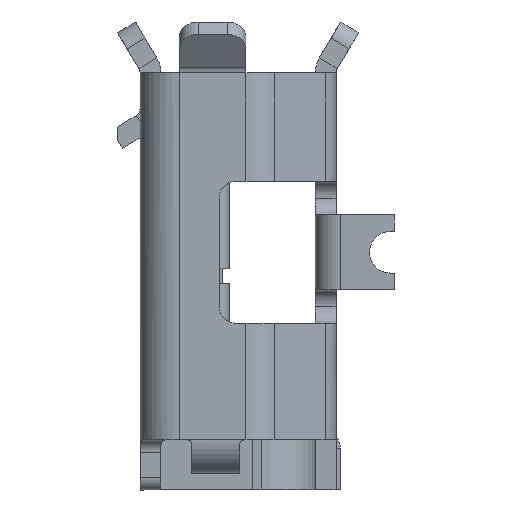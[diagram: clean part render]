
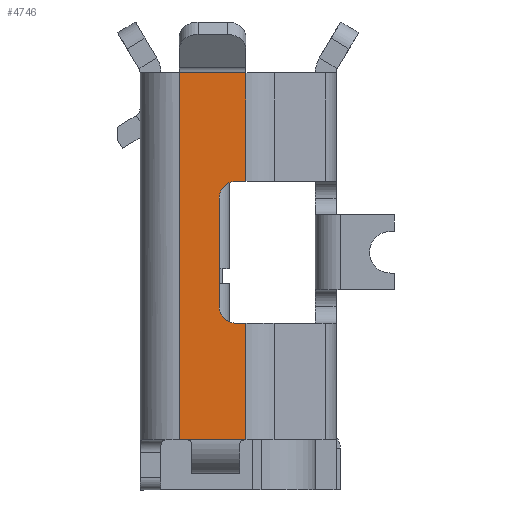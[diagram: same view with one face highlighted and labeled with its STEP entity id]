
A CAD part, left-side view. The second image highlights one B-rep face of the part: STEP entity #4746.
In plain terms, the highlighted planar face has unit normal (-1, 0, 0).
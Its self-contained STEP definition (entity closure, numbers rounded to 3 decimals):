
#129 = CARTESIAN_POINT ( 'NONE',  ( -3.7, 2.9, 0.1 ) ) ;
#444 = VECTOR ( 'NONE', #1390, 1000. ) ;
#627 = LINE ( 'NONE', #14485, #15945 ) ;
#665 = VERTEX_POINT ( 'NONE', #6323 ) ;
#995 = VECTOR ( 'NONE', #12557, 1000. ) ;
#1160 = EDGE_CURVE ( 'NONE', #17356, #7307, #8624, .T. ) ;
#1383 = DIRECTION ( 'NONE',  ( 0., 0., -1. ) ) ;
#1390 = DIRECTION ( 'NONE',  ( 0., 0., -1. ) ) ;
#1418 = VERTEX_POINT ( 'NONE', #3767 ) ;
#1424 = VECTOR ( 'NONE', #6873, 1000. ) ;
#2312 = DIRECTION ( 'NONE',  ( 0., 1., 0. ) ) ;
#2581 = AXIS2_PLACEMENT_3D ( 'NONE', #16500, #16410, #1383 ) ;
#2875 = CARTESIAN_POINT ( 'NONE',  ( -3.7, 7.3, -0.7 ) ) ;
#3115 = DIRECTION ( 'NONE',  ( 1., 0., 0. ) ) ;
#3292 = VECTOR ( 'NONE', #11185, 1000. ) ;
#3767 = CARTESIAN_POINT ( 'NONE',  ( -3.7, 2.9, 0.1 ) ) ;
#3818 = CARTESIAN_POINT ( 'NONE',  ( -3.7, 2.9, 0.1 ) ) ;
#3984 = VERTEX_POINT ( 'NONE', #15455 ) ;
#4375 = FACE_OUTER_BOUND ( 'NONE', #12882, .T. ) ;
#4746 = ADVANCED_FACE ( 'NONE', ( #4375 ), #6890, .F. ) ;
#4965 = ORIENTED_EDGE ( 'NONE', *, *, #10368, .F. ) ;
#5111 = ORIENTED_EDGE ( 'NONE', *, *, #9730, .F. ) ;
#5623 = CARTESIAN_POINT ( 'NONE',  ( -3.7, 2.9, -0.7 ) ) ;
#5753 = VECTOR ( 'NONE', #2312, 1000. ) ;
#6087 = EDGE_CURVE ( 'NONE', #13326, #15784, #9936, .T. ) ;
#6093 = VERTEX_POINT ( 'NONE', #11025 ) ;
#6323 = CARTESIAN_POINT ( 'NONE',  ( -3.7, 6., 0.1 ) ) ;
#6581 = ORIENTED_EDGE ( 'NONE', *, *, #10956, .F. ) ;
#6873 = DIRECTION ( 'NONE',  ( 0., 0., 1. ) ) ;
#6890 = PLANE ( 'NONE',  #7537 ) ;
#7047 = EDGE_CURVE ( 'NONE', #1418, #10410, #8965, .T. ) ;
#7187 = DIRECTION ( 'NONE',  ( 0., 0., 1. ) ) ;
#7307 = VERTEX_POINT ( 'NONE', #10391 ) ;
#7346 = ORIENTED_EDGE ( 'NONE', *, *, #1160, .F. ) ;
#7492 = DIRECTION ( 'NONE',  ( 0., 0., -1. ) ) ;
#7537 = AXIS2_PLACEMENT_3D ( 'NONE', #10949, #3115, #12753 ) ;
#7623 = CARTESIAN_POINT ( 'NONE',  ( -3.7, 2.9, 0.1 ) ) ;
#7703 = VERTEX_POINT ( 'NONE', #14305 ) ;
#7717 = DIRECTION ( 'NONE',  ( 0., 0., 1. ) ) ;
#7781 = ORIENTED_EDGE ( 'NONE', *, *, #16624, .T. ) ;
#8489 = LINE ( 'NONE', #12476, #1424 ) ;
#8530 = ORIENTED_EDGE ( 'NONE', *, *, #13147, .T. ) ;
#8571 = CARTESIAN_POINT ( 'NONE',  ( -3.7, 5.8, -0.22 ) ) ;
#8624 = LINE ( 'NONE', #13860, #12788 ) ;
#8754 = EDGE_CURVE ( 'NONE', #6093, #7703, #9074, .T. ) ;
#8832 = CARTESIAN_POINT ( 'NONE',  ( -3.7, 2.3, 0.1 ) ) ;
#8965 = LINE ( 'NONE', #7623, #14435 ) ;
#8983 = VECTOR ( 'NONE', #17129, 1000. ) ;
#9017 = LINE ( 'NONE', #8832, #8983 ) ;
#9074 = LINE ( 'NONE', #11694, #10782 ) ;
#9347 = ORIENTED_EDGE ( 'NONE', *, *, #14286, .T. ) ;
#9730 = EDGE_CURVE ( 'NONE', #10410, #12097, #16151, .T. ) ;
#9936 = LINE ( 'NONE', #14063, #995 ) ;
#10315 = ORIENTED_EDGE ( 'NONE', *, *, #13493, .T. ) ;
#10368 = EDGE_CURVE ( 'NONE', #14358, #17356, #627, .T. ) ;
#10391 = CARTESIAN_POINT ( 'NONE',  ( -3.7, 7.3, 0.1 ) ) ;
#10410 = VERTEX_POINT ( 'NONE', #11429 ) ;
#10782 = VECTOR ( 'NONE', #7717, 1000. ) ;
#10949 = CARTESIAN_POINT ( 'NONE',  ( -3.7, 2.3, 0.1 ) ) ;
#10956 = EDGE_CURVE ( 'NONE', #12097, #14358, #12463, .T. ) ;
#11025 = CARTESIAN_POINT ( 'NONE',  ( -3.7, 4.3, -0.02 ) ) ;
#11185 = DIRECTION ( 'NONE',  ( 0., 0., -1. ) ) ;
#11429 = CARTESIAN_POINT ( 'NONE',  ( -3.7, 2.9, 0.075 ) ) ;
#11459 = DIRECTION ( 'NONE',  ( 1., 0., 0. ) ) ;
#11470 = AXIS2_PLACEMENT_3D ( 'NONE', #12898, #11459, #7492 ) ;
#11694 = CARTESIAN_POINT ( 'NONE',  ( -3.7, 4.3, -0.22 ) ) ;
#12076 = CIRCLE ( 'NONE', #2581, 0.2 ) ;
#12097 = VERTEX_POINT ( 'NONE', #13062 ) ;
#12182 = CARTESIAN_POINT ( 'NONE',  ( -3.7, 4.5, -0.22 ) ) ;
#12463 = LINE ( 'NONE', #129, #444 ) ;
#12476 = CARTESIAN_POINT ( 'NONE',  ( -3.7, 6., -0.22 ) ) ;
#12557 = DIRECTION ( 'NONE',  ( 0., -1., 0. ) ) ;
#12753 = DIRECTION ( 'NONE',  ( 0., 0., -1. ) ) ;
#12788 = VECTOR ( 'NONE', #7187, 1000. ) ;
#12882 = EDGE_LOOP ( 'NONE', ( #17339, #7781, #14139, #10315, #16599, #17323, #8530, #9347, #7346, #4965, #6581, #5111 ) ) ;
#12898 = CARTESIAN_POINT ( 'NONE',  ( -3.7, 5.8, -0.02 ) ) ;
#13062 = CARTESIAN_POINT ( 'NONE',  ( -3.7, 2.9, -0.6 ) ) ;
#13147 = EDGE_CURVE ( 'NONE', #3984, #665, #8489, .T. ) ;
#13303 = EDGE_CURVE ( 'NONE', #13326, #3984, #15205, .T. ) ;
#13326 = VERTEX_POINT ( 'NONE', #8571 ) ;
#13493 = EDGE_CURVE ( 'NONE', #6093, #15784, #12076, .T. ) ;
#13860 = CARTESIAN_POINT ( 'NONE',  ( -3.7, 7.3, 0.1 ) ) ;
#14063 = CARTESIAN_POINT ( 'NONE',  ( -3.7, 6., -0.22 ) ) ;
#14139 = ORIENTED_EDGE ( 'NONE', *, *, #8754, .F. ) ;
#14286 = EDGE_CURVE ( 'NONE', #665, #7307, #17696, .T. ) ;
#14305 = CARTESIAN_POINT ( 'NONE',  ( -3.7, 4.3, 0.1 ) ) ;
#14358 = VERTEX_POINT ( 'NONE', #5623 ) ;
#14386 = DIRECTION ( 'NONE',  ( 0., 1., 0. ) ) ;
#14435 = VECTOR ( 'NONE', #14556, 1000. ) ;
#14485 = CARTESIAN_POINT ( 'NONE',  ( -3.7, 2.3, -0.7 ) ) ;
#14556 = DIRECTION ( 'NONE',  ( 0., 0., -1. ) ) ;
#14725 = CARTESIAN_POINT ( 'NONE',  ( -3.7, 2.3, 0.1 ) ) ;
#15205 = CIRCLE ( 'NONE', #11470, 0.2 ) ;
#15455 = CARTESIAN_POINT ( 'NONE',  ( -3.7, 6., -0.02 ) ) ;
#15784 = VERTEX_POINT ( 'NONE', #12182 ) ;
#15945 = VECTOR ( 'NONE', #14386, 1000. ) ;
#16151 = LINE ( 'NONE', #3818, #3292 ) ;
#16410 = DIRECTION ( 'NONE',  ( 1., 0., 0. ) ) ;
#16500 = CARTESIAN_POINT ( 'NONE',  ( -3.7, 4.5, -0.02 ) ) ;
#16599 = ORIENTED_EDGE ( 'NONE', *, *, #6087, .F. ) ;
#16624 = EDGE_CURVE ( 'NONE', #1418, #7703, #9017, .T. ) ;
#17129 = DIRECTION ( 'NONE',  ( 0., 1., 0. ) ) ;
#17323 = ORIENTED_EDGE ( 'NONE', *, *, #13303, .T. ) ;
#17339 = ORIENTED_EDGE ( 'NONE', *, *, #7047, .F. ) ;
#17356 = VERTEX_POINT ( 'NONE', #2875 ) ;
#17696 = LINE ( 'NONE', #14725, #5753 ) ;
